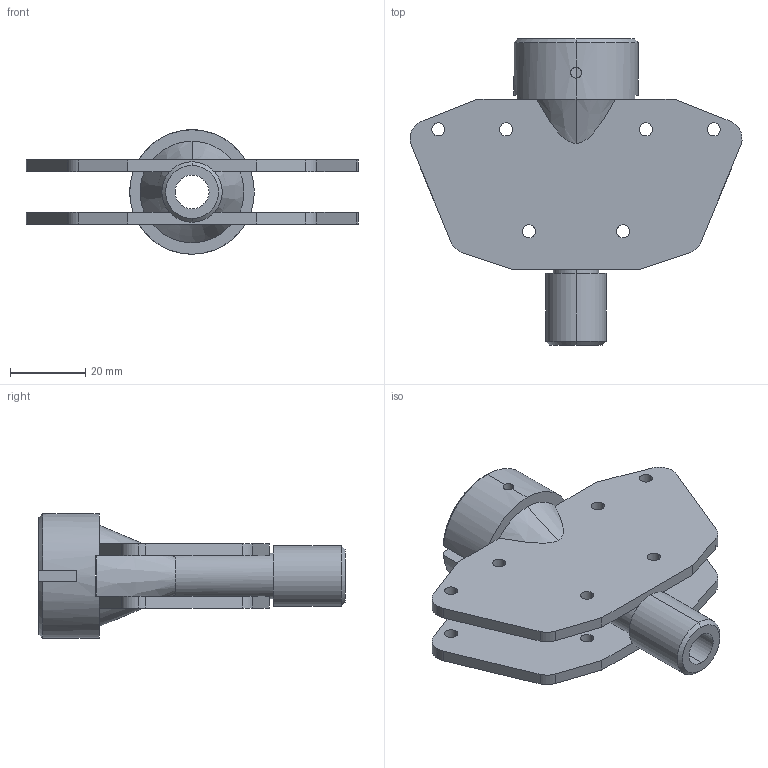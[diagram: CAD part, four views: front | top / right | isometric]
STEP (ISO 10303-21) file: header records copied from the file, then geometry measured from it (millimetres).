
FILE_DESCRIPTION (( 'STEP AP203' ), '1' );
FILE_NAME ('Main_Défaut_sldprt.STEP', '2017-12-12T20:32:17', ( '' ), ( '' ), 'SwSTEP 2.0', 'SolidWorks 2016', '' );
FILE_SCHEMA (( 'CONFIG_CONTROL_DESIGN' ));
Length unit declared in the file: millimetre
Products named in the file (1): Main_Défaut_sldprt
Bounding box: 87.97 x 81.17 x 33 mm (x, y, z)
Volume: 35414.1 mm3; surface area: 22177.6 mm2
Topology: 1 solids, 1 shells, 95 faces, 278 edges, 182 vertices
Faces by surface type: cylinder 48, plane 35, cone 12
Entity records: 3584 total; most frequent: CARTESIAN_POINT 833, DIRECTION 573, ORIENTED_EDGE 556, EDGE_CURVE 278, AXIS2_PLACEMENT_3D 216, VERTEX_POINT 182, VECTOR 141, LINE 141
